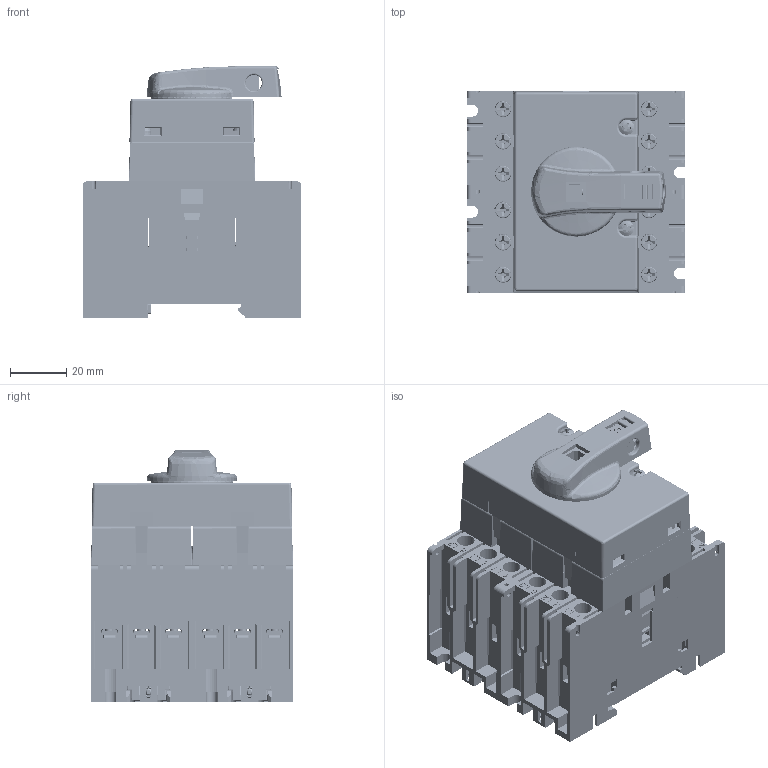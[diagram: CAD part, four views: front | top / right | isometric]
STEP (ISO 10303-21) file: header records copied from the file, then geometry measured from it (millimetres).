
FILE_DESCRIPTION(/* description */ (''),/* implementation_level */ '2;1');
FILE_NAME(/* name */ 'FILE_STP_CAD_DRAWING_3d-GA025-063SAET6_prt.stp',/* time_stamp */ '2022-01-24T08:25:57+01:00',/* author */ (''),/* organization */ (''),/* preprocessor_version */ 'ST-DEVELOPER v16.7',/* originating_system */ 'SIEMENS PLM Software NX 12.0',/* authorisation */ '');
FILE_SCHEMA (('AUTOMOTIVE_DESIGN { 1 0 10303 214 3 1 1 1 }'));
Products named in the file (1): 3d-GA025-063SAET6
Bounding box: 78 x 72 x 89.7 mm (x, y, z)
Surface area: 106849.2 mm2 (no closed solid volume)
Topology: 0 solids, 100 shells, 5023 faces, 17396 edges, 12499 vertices
Faces by surface type: plane 3269, cylinder 1035, bspline 403, torus 180, cone 118, sphere 18
Full cylindrical faces by diameter (mm): 1.8 x8, 2 x2, 2.2 x4, 2.5 x1, 2.9 x12, 3 x2, 3.2 x2, 3.3 x2, 3.31 x12, 3.5 x2, 3.55 x12, 4 x12, 4.75 x12, 4.9 x12, 5.4 x2, 5.6 x1, 5.8 x4, 6.2 x12
Entity records: 218439 total; most frequent: CARTESIAN_POINT 73127, ORIENTED_EDGE 28698, DIRECTION 27774, EDGE_CURVE 17049, VERTEX_POINT 12393, LINE 12138, VECTOR 12138, AXIS2_PLACEMENT_3D 7818
